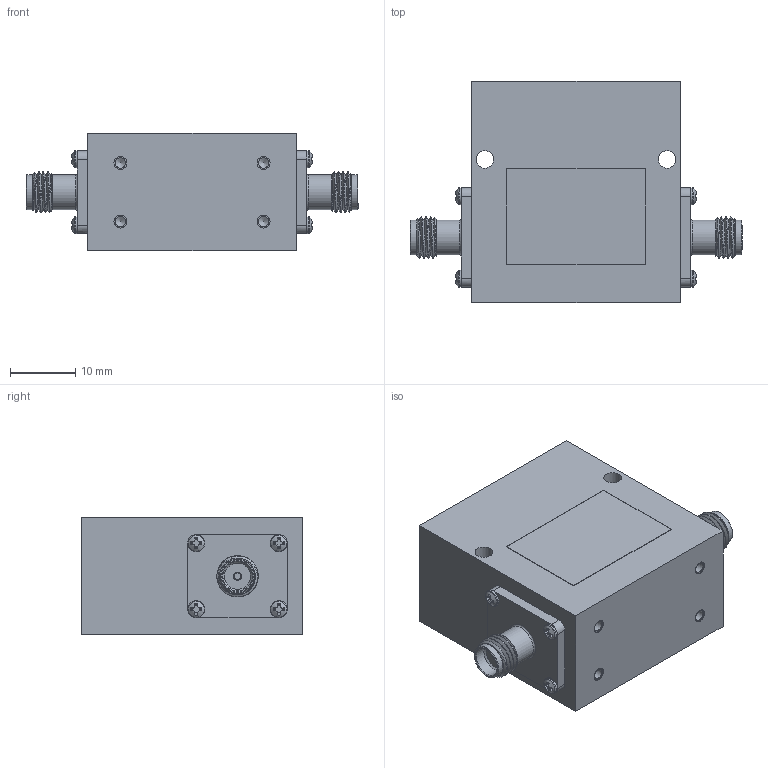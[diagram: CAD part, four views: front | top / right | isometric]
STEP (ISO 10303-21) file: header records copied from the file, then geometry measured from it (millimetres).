
FILE_DESCRIPTION (( 'STEP AP203' ), '1' );
FILE_NAME ('SFI1724S_3D.step', '2022-04-05T20:26:53', ( '' ), ( '' ), 'SwSTEP 2.0', 'SolidWorks 2021', '' );
FILE_SCHEMA (( 'CONFIG_CONTROL_DESIGN' ));
Length unit declared in the file: inch
Products named in the file (1): SFI1724S_3D
Bounding box: 51.05 x 34 x 18.08 mm (x, y, z)
Volume: 20296.4 mm3; surface area: 5765.6 mm2
Topology: 1 solids, 9 shells, 319 faces, 791 edges, 520 vertices
Faces by surface type: plane 200, cylinder 49, cone 46, bspline 22, torus 2
Full cylindrical faces by diameter (mm): 1.016 x2, 1.038 x1, 1.092 x8, 1.27 x2, 1.6 x4, 2 x4, 2.591 x8, 2.7 x2, 4.521 x2, 5.08 x2, 5.334 x4
Entity records: 12409 total; most frequent: CARTESIAN_POINT 5616, ORIENTED_EDGE 1412, DIRECTION 1200, EDGE_CURVE 706, VERTEX_POINT 494, AXIS2_PLACEMENT_3D 456, EDGE_LOOP 412, FACE_OUTER_BOUND 368
